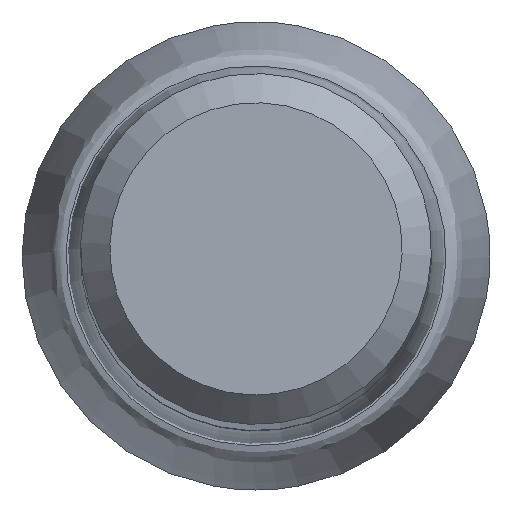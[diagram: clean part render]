
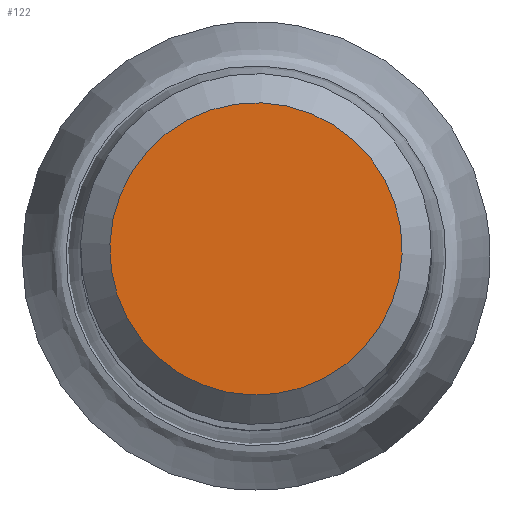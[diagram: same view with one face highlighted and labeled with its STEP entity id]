
A CAD part, top view. The second image highlights one B-rep face of the part: STEP entity #122.
In plain terms, the highlighted planar face has unit normal (0, 0, 1).
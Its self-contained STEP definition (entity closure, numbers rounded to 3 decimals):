
#104=PLANE('',#346);
#106=FACE_OUTER_BOUND('',#172,.T.);
#122=ADVANCED_FACE('',(#106),#104,.T.);
#172=EDGE_LOOP('',(#196));
#196=ORIENTED_EDGE('',*,*,#223,.T.);
#210=VERTEX_POINT('',#470);
#223=EDGE_CURVE('',#210,#210,#235,.T.);
#235=CIRCLE('',#343,4.996);
#343=AXIS2_PLACEMENT_3D('',#469,#406,#407);
#346=AXIS2_PLACEMENT_3D('',#473,#412,#413);
#406=DIRECTION('',(0.,0.,1.));
#407=DIRECTION('',(0.99,0.139,0.));
#412=DIRECTION('',(0.,0.,1.));
#413=DIRECTION('',(0.99,0.139,0.));
#469=CARTESIAN_POINT('',(0.,0.,
0.));
#470=CARTESIAN_POINT('',(4.947,0.695,0.));
#473=CARTESIAN_POINT('',(0.,0.,0.));
